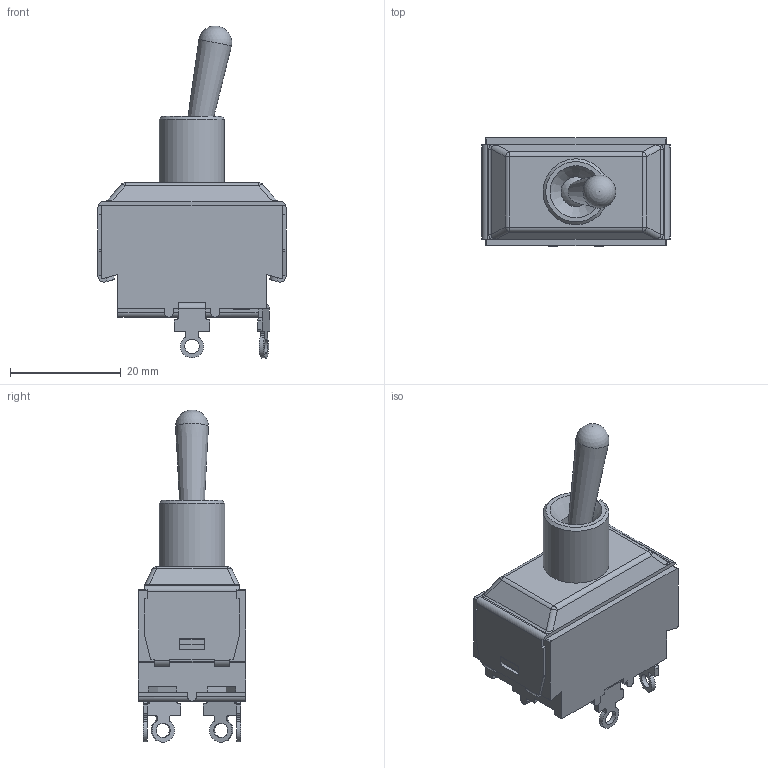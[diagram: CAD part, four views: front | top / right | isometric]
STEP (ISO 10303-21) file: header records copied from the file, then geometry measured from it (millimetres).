
FILE_DESCRIPTION(/* description */ (''),/* implementation_level */ '2;1');
FILE_NAME(/* name */ 'ST22_2_E_x02.stp',/* time_stamp */ '2026-01-24T15:43:26-06:00',/* author */ ('jmeyers'),/* organization */ (''),/* preprocessor_version */ 'ST-DEVELOPER v18.1',/* originating_system */ 'Autodesk Inventor 2022',/* authorisation */ '');
FILE_SCHEMA (('AUTOMOTIVE_DESIGN { 1 0 10303 214 3 1 1 }'));
Length unit declared in the file: inch
Products named in the file (1): Part5
Bounding box: 34 x 19.5 x 60.04 mm (x, y, z)
Volume: 14995.7 mm3; surface area: 5315 mm2
Topology: 1 solids, 6 shells, 384 faces, 1041 edges, 658 vertices
Faces by surface type: plane 241, cylinder 109, cone 11, bspline 8, torus 8, sphere 7
Full cylindrical faces by diameter (mm): 2 x4, 2.6 x4, 4 x1, 5.4 x2
Entity records: 12323 total; most frequent: CARTESIAN_POINT 2363, DIRECTION 2092, ORIENTED_EDGE 2080, EDGE_CURVE 1040, LINE 722, VECTOR 722, AXIS2_PLACEMENT_3D 685, VERTEX_POINT 658
